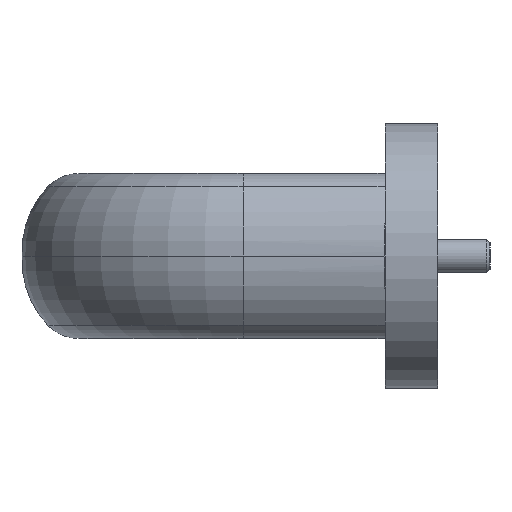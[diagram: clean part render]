
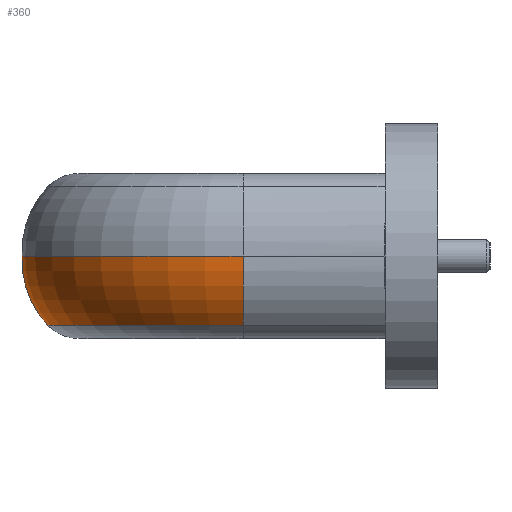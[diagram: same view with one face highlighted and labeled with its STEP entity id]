
A CAD part, left-side view. The second image highlights one B-rep face of the part: STEP entity #360.
In plain terms, the highlighted toroidal (fillet/blend) face has major radius 19.114 mm and minor radius 14.4 mm.
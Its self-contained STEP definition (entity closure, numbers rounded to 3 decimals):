
#360 = ADVANCED_FACE( '', ( #840 ), #841, .T. );
#840 = FACE_OUTER_BOUND( '', #1451, .T. );
#841 = TOROIDAL_SURFACE( '', #1452, 19.114, 14.4 );
#1451 = EDGE_LOOP( '', ( #2445, #2446, #2447, #2448 ) );
#1452 = AXIS2_PLACEMENT_3D( '', #2449, #2450, #2451 );
#2445 = ORIENTED_EDGE( '', *, *, #3519, .T. );
#2446 = ORIENTED_EDGE( '', *, *, #3337, .F. );
#2447 = ORIENTED_EDGE( '', *, *, #3320, .F. );
#2448 = ORIENTED_EDGE( '', *, *, #3356, .T. );
#2449 = CARTESIAN_POINT( '', ( 25., 29.5, -0.631 ) );
#2450 = DIRECTION( '', ( 0., 0., -1. ) );
#2451 = DIRECTION( '', ( -1., 0., 0. ) );
#3320 = EDGE_CURVE( '', #3941, #3943, #3944, .T. );
#3337 = EDGE_CURVE( '', #3943, #3967, #3968, .T. );
#3356 = EDGE_CURVE( '', #3941, #3820, #3997, .T. );
#3519 = EDGE_CURVE( '', #3820, #3967, #4244, .T. );
#3820 = VERTEX_POINT( '', #4609 );
#3941 = VERTEX_POINT( '', #4755 );
#3943 = VERTEX_POINT( '', #4757 );
#3944 = CIRCLE( '', #4758, 29.6 );
#3967 = VERTEX_POINT( '', #4785 );
#3968 = CIRCLE( '', #4786, 14.4 );
#3997 = CIRCLE( '', #4817, 14.4 );
#4244 = CIRCLE( '', #5135, 33.5 );
#4609 = CARTESIAN_POINT( '', ( -8.5, 29.5, 0. ) );
#4755 = CARTESIAN_POINT( '', ( -4.6, 29.5, -10.5 ) );
#4757 = CARTESIAN_POINT( '', ( 25., 59.1, -10.5 ) );
#4758 = AXIS2_PLACEMENT_3D( '', #5634, #5635, #5636 );
#4785 = CARTESIAN_POINT( '', ( 25., 63., 0. ) );
#4786 = AXIS2_PLACEMENT_3D( '', #5662, #5663, #5664 );
#4817 = AXIS2_PLACEMENT_3D( '', #5700, #5701, #5702 );
#5135 = AXIS2_PLACEMENT_3D( '', #5927, #5928, #5929 );
#5634 = CARTESIAN_POINT( '', ( 25., 29.5, -10.5 ) );
#5635 = DIRECTION( '', ( 0., 0., -1. ) );
#5636 = DIRECTION( '', ( -1., 0., 0. ) );
#5662 = CARTESIAN_POINT( '', ( 25., 48.614, -0.631 ) );
#5663 = DIRECTION( '', ( 1., 0., 0. ) );
#5664 = DIRECTION( '', ( 0., -1., 0. ) );
#5700 = CARTESIAN_POINT( '', ( 5.886, 29.5, -0.631 ) );
#5701 = DIRECTION( '', ( 0., 1., 0. ) );
#5702 = DIRECTION( '', ( 1., 0., 0. ) );
#5927 = CARTESIAN_POINT( '', ( 25., 29.5, 0. ) );
#5928 = DIRECTION( '', ( 0., 0., -1. ) );
#5929 = DIRECTION( '', ( -1., 0., 0. ) );
